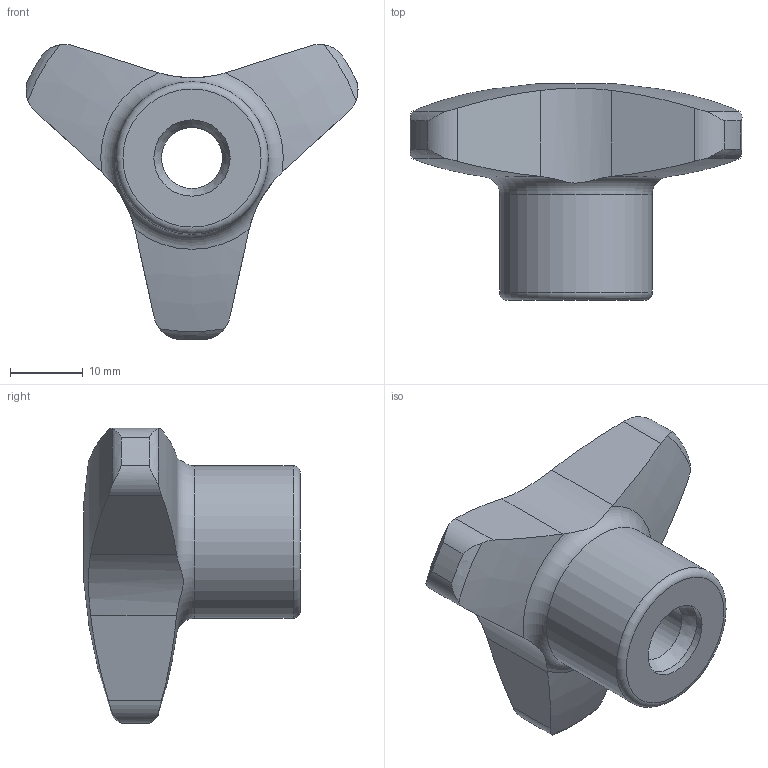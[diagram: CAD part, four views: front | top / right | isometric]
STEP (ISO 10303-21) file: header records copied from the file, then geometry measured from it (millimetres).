
FILE_DESCRIPTION( ( 'STEP AP203' ), ' ' );
FILE_NAME( 'Stainless Steel-Three-lobe knob AISI 303 GN 5345-50-M10-D.stp', '2015-09-16T07:43:40', ( '' ), ( '' ), ' ', 'PARTsolutions', ' ' );
FILE_SCHEMA( ( 'CONFIG_CONTROL_DESIGN' ) );
Length unit declared in the file: millimetre
Products named in the file (1): _Stainless Steel-Three-lobe knob AISI 303 GN 5345-50-M10-D
Bounding box: 45.69 x 29.81 x 40.63 mm (x, y, z)
Volume: 14042.8 mm3; surface area: 4977.7 mm2
Topology: 1 solids, 1 shells, 37 faces, 101 edges, 65 vertices
Faces by surface type: cylinder 16, torus 8, plane 7, bspline 3, cone 2, sphere 1
Full cylindrical faces by diameter (mm): 8.376 x1, 10.5 x2, 21 x1
Entity records: 1355 total; most frequent: CARTESIAN_POINT 488, ORIENTED_EDGE 180, DIRECTION 148, EDGE_CURVE 90, AXIS2_PLACEMENT_3D 65, VERTEX_POINT 63, EDGE_LOOP 47, FACE_OUTER_BOUND 44
